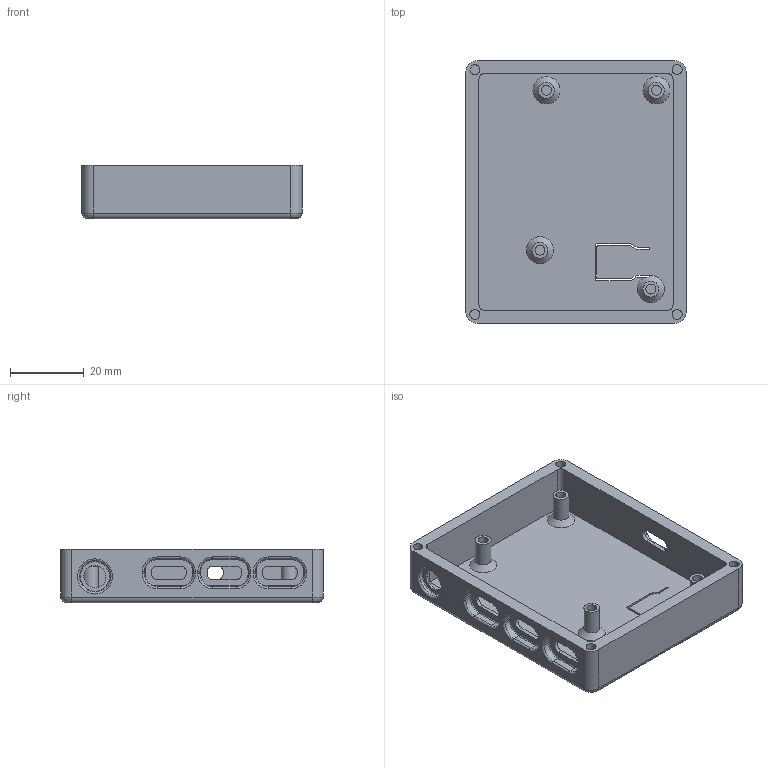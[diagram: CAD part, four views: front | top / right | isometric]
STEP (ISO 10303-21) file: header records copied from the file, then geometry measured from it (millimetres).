
FILE_DESCRIPTION(/* description */ (''),/* implementation_level */ '2;1');
FILE_NAME(/* name */ 'USB Hub DAC Case -- Top.step',/* time_stamp */ '2025-12-07T14:36:57-10:00',/* author */ (''),/* organization */ (''),/* preprocessor_version */ 'ST-DEVELOPER v20.1',/* originating_system */ 'Autodesk Translation Framework v14.21.0.0',/* authorisation */ '');
FILE_SCHEMA (('AUTOMOTIVE_DESIGN { 1 0 10303 214 3 1 1 }'));
Length unit declared in the file: millimetre
Products named in the file (2): USB Hub DAC Case; Component1
Assembly tree (1 placements, depth 2):
  USB Hub DAC Case
    Component1
Bounding box: 59.5 x 71 x 14.39 mm (x, y, z)
Volume: 16178.3 mm3; surface area: 16211.8 mm2
Topology: 1 solids, 1 shells, 224 faces, 536 edges, 332 vertices
Faces by surface type: cylinder 103, plane 79, torus 34, cone 4, bspline 4
Full cylindrical faces by diameter (mm): 2.7 x7, 4.3 x4, 6 x1, 8.5 x1
Entity records: 6715 total; most frequent: DIRECTION 1233, CARTESIAN_POINT 1144, ORIENTED_EDGE 1072, EDGE_CURVE 536, AXIS2_PLACEMENT_3D 476, VERTEX_POINT 332, LINE 281, VECTOR 281
